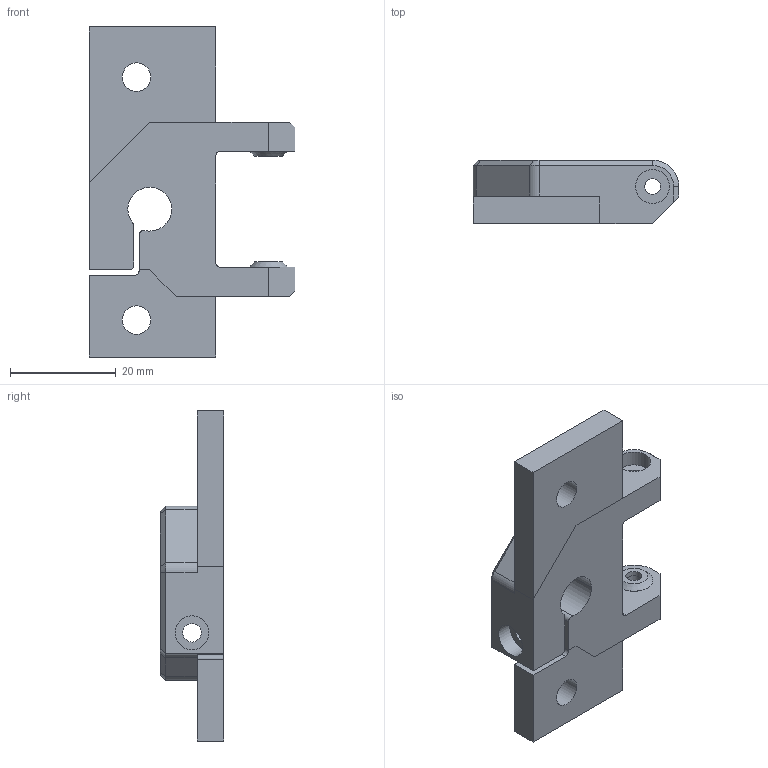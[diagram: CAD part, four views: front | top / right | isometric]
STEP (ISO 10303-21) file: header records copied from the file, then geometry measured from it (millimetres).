
FILE_DESCRIPTION(('FreeCAD Model'),'2;1');
FILE_NAME('Corelia_0_XY_idler_mount_mirror.step','2018-03-25T22:06:01',('Author'),(''), 'Open CASCADE STEP processor 7.1','FreeCAD','Unknown');
FILE_SCHEMA(('AUTOMOTIVE_DESIGN { 1 0 10303 214 1 1 1 1 }'));
Length unit declared in the file: millimetre
Products named in the file (1): Body_(Mirror_#1)
Bounding box: 39 x 12 x 62.5 mm (x, y, z)
Volume: 12232.3 mm3; surface area: 6362 mm2
Topology: 1 solids, 1 shells, 107 faces, 269 edges, 169 vertices
Faces by surface type: plane 62, cylinder 28, cone 10, bspline 7
Full cylindrical faces by diameter (mm): 3 x4, 3.5 x2, 5.4 x2, 6.4 x2, 7.2 x2
Entity records: 6873 total; most frequent: CARTESIAN_POINT 1460, DIRECTION 1001, LINE 647, VECTOR 647, ORIENTED_EDGE 538, PCURVE 538, DEFINITIONAL_REPRESENTATION 538, EDGE_CURVE 269
